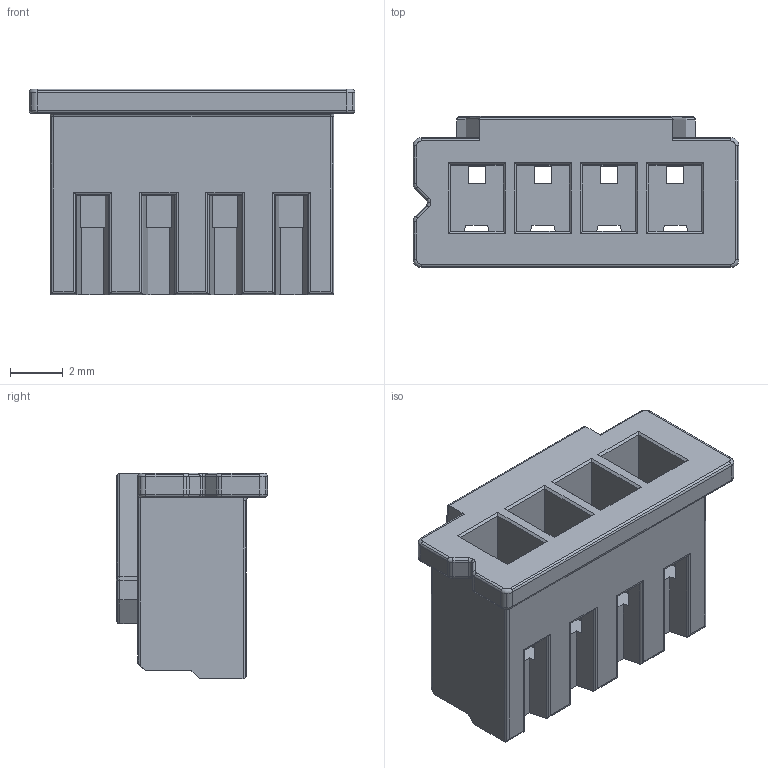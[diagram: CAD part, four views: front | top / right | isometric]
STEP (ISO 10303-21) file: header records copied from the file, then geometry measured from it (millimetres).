
FILE_DESCRIPTION(('STEP AP214'),'1');
FILE_NAME('JST XHP-4.stp','2013-01-23T14:20:26',(' '),(' '),'Spatial InterOp 3D',' ',' ');
FILE_SCHEMA(('automotive_design'));
Length unit declared in the file: metre
Products named in the file (1): 1
Bounding box: 12.3 x 5.7 x 7.75 mm (x, y, z)
Volume: 236.9 mm3; surface area: 580.4 mm2
Topology: 1 solids, 1 shells, 251 faces, 659 edges, 406 vertices
Faces by surface type: cylinder 118, plane 115, torus 18
Entity records: 9728 total; most frequent: DIRECTION 1381, CARTESIAN_POINT 1331, ORIENTED_EDGE 1318, EDGE_CURVE 659, AXIS2_PLACEMENT_3D 472, LINE 437, VECTOR 437, VERTEX_POINT 406
